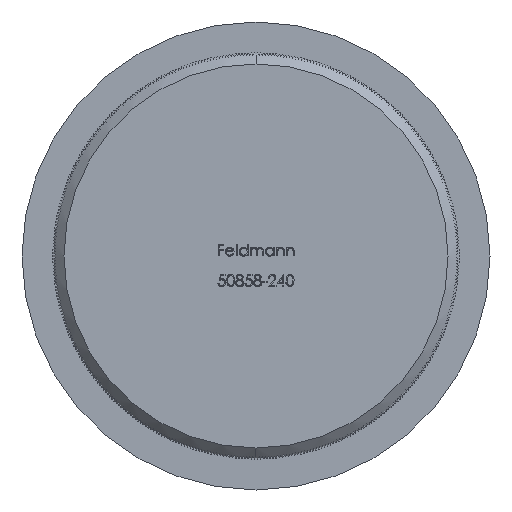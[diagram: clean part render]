
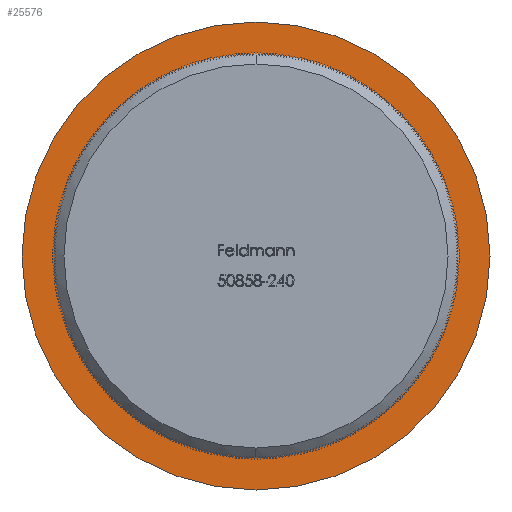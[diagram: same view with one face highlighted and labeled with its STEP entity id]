
A CAD part, front view. The second image highlights one B-rep face of the part: STEP entity #25576.
In plain terms, the highlighted planar face has unit normal (0, -1, 0).
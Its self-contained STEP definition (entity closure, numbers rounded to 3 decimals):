
#2084 = VERTEX_POINT ( 'NONE', #5621 ) ;
#3668 = CARTESIAN_POINT ( 'NONE',  ( 21.2, 5., 0. ) ) ;
#4446 = CARTESIAN_POINT ( 'NONE',  ( 0., 5., 0. ) ) ;
#4455 = EDGE_CURVE ( 'NONE', #11394, #2084, #60777, .T. ) ;
#4732 = CARTESIAN_POINT ( 'NONE',  ( 0., 5., -21.2 ) ) ;
#5621 = CARTESIAN_POINT ( 'NONE',  ( 0., 5., -18.2 ) ) ;
#8591 = DIRECTION ( 'NONE',  ( 0., -1., 0. ) ) ;
#9654 = EDGE_CURVE ( 'NONE', #17039, #36907, #41835, .T. ) ;
#10272 = FACE_OUTER_BOUND ( 'NONE', #34635, .T. ) ;
#10555 = CARTESIAN_POINT ( 'NONE',  ( 0., 5., 21.2 ) ) ;
#11394 = VERTEX_POINT ( 'NONE', #24891 ) ;
#17039 = VERTEX_POINT ( 'NONE', #4732 ) ;
#21906 = DIRECTION ( 'NONE',  ( 0., 0., -1. ) ) ;
#22778 = PLANE ( 'NONE',  #55198 ) ;
#24891 = CARTESIAN_POINT ( 'NONE',  ( 0., 5., 18.2 ) ) ;
#25576 = ADVANCED_FACE ( 'NONE', ( #37351, #10272 ), #22778, .T. ) ;
#26445 = DIRECTION ( 'NONE',  ( 0., -1., 0. ) ) ;
#27760 = DIRECTION ( 'NONE',  ( 0., 0., -1. ) ) ;
#29082 = AXIS2_PLACEMENT_3D ( 'NONE', #57306, #33119, #38105 ) ;
#29206 = DIRECTION ( 'NONE',  ( 0., 0., -1. ) ) ;
#32310 = EDGE_LOOP ( 'NONE', ( #46264, #53987 ) ) ;
#33022 = AXIS2_PLACEMENT_3D ( 'NONE', #46949, #26445, #21906 ) ;
#33119 = DIRECTION ( 'NONE',  ( 0., -1., 0. ) ) ;
#34635 = EDGE_LOOP ( 'NONE', ( #53236, #47136 ) ) ;
#35425 = DIRECTION ( 'NONE',  ( 0., 0., -1. ) ) ;
#36573 = AXIS2_PLACEMENT_3D ( 'NONE', #60895, #50560, #35425 ) ;
#36907 = VERTEX_POINT ( 'NONE', #10555 ) ;
#37351 = FACE_BOUND ( 'NONE', #32310, .T. ) ;
#38105 = DIRECTION ( 'NONE',  ( 0., 0., -1. ) ) ;
#39194 = EDGE_CURVE ( 'NONE', #36907, #17039, #53602, .T. ) ;
#39388 = DIRECTION ( 'NONE',  ( 0., -1., 0. ) ) ;
#41835 = CIRCLE ( 'NONE', #33022, 21.2 ) ;
#46264 = ORIENTED_EDGE ( 'NONE', *, *, #48794, .F. ) ;
#46949 = CARTESIAN_POINT ( 'NONE',  ( 0., 5., 0. ) ) ;
#47136 = ORIENTED_EDGE ( 'NONE', *, *, #39194, .T. ) ;
#48794 = EDGE_CURVE ( 'NONE', #2084, #11394, #48997, .T. ) ;
#48997 = CIRCLE ( 'NONE', #36573, 18.2 ) ;
#50560 = DIRECTION ( 'NONE',  ( 0., -1., 0. ) ) ;
#53236 = ORIENTED_EDGE ( 'NONE', *, *, #9654, .T. ) ;
#53602 = CIRCLE ( 'NONE', #29082, 21.2 ) ;
#53987 = ORIENTED_EDGE ( 'NONE', *, *, #4455, .F. ) ;
#55198 = AXIS2_PLACEMENT_3D ( 'NONE', #3668, #8591, #27760 ) ;
#57306 = CARTESIAN_POINT ( 'NONE',  ( 0., 5., 0. ) ) ;
#59252 = AXIS2_PLACEMENT_3D ( 'NONE', #4446, #39388, #29206 ) ;
#60777 = CIRCLE ( 'NONE', #59252, 18.2 ) ;
#60895 = CARTESIAN_POINT ( 'NONE',  ( 0., 5., 0. ) ) ;
